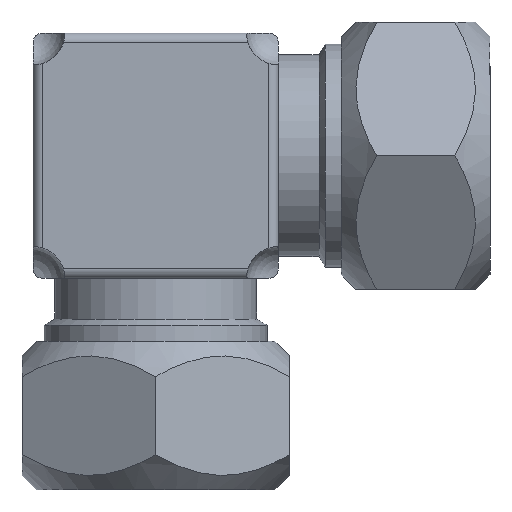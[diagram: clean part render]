
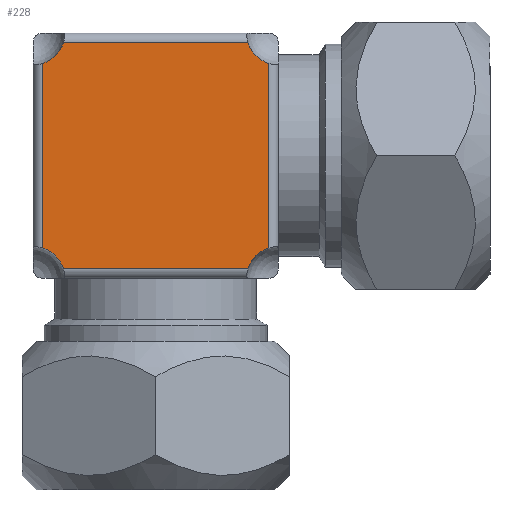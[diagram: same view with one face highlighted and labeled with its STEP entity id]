
A CAD part, left-side view. The second image highlights one B-rep face of the part: STEP entity #228.
In plain terms, the highlighted planar face has unit normal (-1, 0, 0).
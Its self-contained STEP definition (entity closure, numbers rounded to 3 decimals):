
#214 = VERTEX_POINT ( 'NONE', #1328 ) ;
#215 = VERTEX_POINT ( 'NONE', #1323 ) ;
#216 = ORIENTED_EDGE ( 'NONE', *, *, #217, .F. ) ;
#217 = EDGE_CURVE ( 'NONE', #218, #215, #1322, .T. ) ;
#218 = VERTEX_POINT ( 'NONE', #1389 ) ;
#219 = EDGE_LOOP ( 'NONE', ( #225, #222, #216, #224, #237, #243, #235, #233 ) ) ;
#221 = VERTEX_POINT ( 'NONE', #1388 ) ;
#222 = ORIENTED_EDGE ( 'NONE', *, *, #223, .T. ) ;
#223 = EDGE_CURVE ( 'NONE', #214, #215, #1387, .T. ) ;
#224 = ORIENTED_EDGE ( 'NONE', *, *, #238, .T. ) ;
#225 = ORIENTED_EDGE ( 'NONE', *, *, #226, .F. ) ;
#226 = EDGE_CURVE ( 'NONE', #214, #221, #1383, .T. ) ;
#228 = ADVANCED_FACE ( 'NONE', ( #1378 ), #1376, .F. ) ;
#231 = VERTEX_POINT ( 'NONE', #849 ) ;
#232 = EDGE_CURVE ( 'NONE', #231, #221, #1100, .T. ) ;
#233 = ORIENTED_EDGE ( 'NONE', *, *, #232, .T. ) ;
#234 = VERTEX_POINT ( 'NONE', #1417 ) ;
#235 = ORIENTED_EDGE ( 'NONE', *, *, #236, .F. ) ;
#236 = EDGE_CURVE ( 'NONE', #231, #234, #1416, .T. ) ;
#237 = ORIENTED_EDGE ( 'NONE', *, *, #240, .F. ) ;
#238 = EDGE_CURVE ( 'NONE', #218, #239, #1411, .T. ) ;
#239 = VERTEX_POINT ( 'NONE', #1407 ) ;
#240 = EDGE_CURVE ( 'NONE', #242, #239, #1406, .T. ) ;
#241 = EDGE_CURVE ( 'NONE', #242, #234, #1401, .T. ) ;
#242 = VERTEX_POINT ( 'NONE', #1397 ) ;
#243 = ORIENTED_EDGE ( 'NONE', *, *, #241, .T. ) ;
#849 = CARTESIAN_POINT ( 'NONE',  ( -16., 12.407, -15.233 ) ) ;
#850 = DIRECTION ( 'NONE',  ( 0., 0., -1. ) ) ;
#1096 = DIRECTION ( 'NONE',  ( 0., -1., 0. ) ) ;
#1097 = VECTOR ( 'NONE', #1096, 1000. ) ;
#1098 = CARTESIAN_POINT ( 'NONE',  ( -16., -16.5, -15.233 ) ) ;
#1100 = LINE ( 'NONE', #1098, #1097 ) ;
#1318 = DIRECTION ( 'NONE',  ( 0., 0., -1. ) ) ;
#1319 = DIRECTION ( 'NONE',  ( -1., 0., 0. ) ) ;
#1320 = CARTESIAN_POINT ( 'NONE',  ( -16., -16.5, 16.5 ) ) ;
#1321 = AXIS2_PLACEMENT_3D ( 'NONE', #1320, #1319, #1318 ) ;
#1322 = CIRCLE ( 'NONE', #1321, 4.285 ) ;
#1323 = CARTESIAN_POINT ( 'NONE',  ( -16., -15.233, 12.407 ) ) ;
#1328 = CARTESIAN_POINT ( 'NONE',  ( -16., -15.233, -12.407 ) ) ;
#1370 = DIRECTION ( 'NONE',  ( 1., 0., 0. ) ) ;
#1371 = CARTESIAN_POINT ( 'NONE',  ( -16., 0., 0. ) ) ;
#1372 = AXIS2_PLACEMENT_3D ( 'NONE', #1371, #1370, #850 ) ;
#1376 = PLANE ( 'NONE',  #1372 ) ;
#1378 = FACE_OUTER_BOUND ( 'NONE', #219, .T. ) ;
#1379 = DIRECTION ( 'NONE',  ( 0., 0., -1. ) ) ;
#1380 = DIRECTION ( 'NONE',  ( -1., 0., 0. ) ) ;
#1381 = CARTESIAN_POINT ( 'NONE',  ( -16., -16.5, -16.5 ) ) ;
#1382 = AXIS2_PLACEMENT_3D ( 'NONE', #1381, #1380, #1379 ) ;
#1383 = CIRCLE ( 'NONE', #1382, 4.285 ) ;
#1384 = DIRECTION ( 'NONE',  ( 0., 0., 1. ) ) ;
#1385 = VECTOR ( 'NONE', #1384, 1000. ) ;
#1386 = CARTESIAN_POINT ( 'NONE',  ( -16., -15.233, 16.5 ) ) ;
#1387 = LINE ( 'NONE', #1386, #1385 ) ;
#1388 = CARTESIAN_POINT ( 'NONE',  ( -16., -12.407, -15.233 ) ) ;
#1389 = CARTESIAN_POINT ( 'NONE',  ( -16., -12.407, 15.233 ) ) ;
#1397 = CARTESIAN_POINT ( 'NONE',  ( -16., 15.233, 12.407 ) ) ;
#1398 = DIRECTION ( 'NONE',  ( 0., 0., -1. ) ) ;
#1399 = VECTOR ( 'NONE', #1398, 1000. ) ;
#1400 = CARTESIAN_POINT ( 'NONE',  ( -16., 15.233, -16.5 ) ) ;
#1401 = LINE ( 'NONE', #1400, #1399 ) ;
#1402 = DIRECTION ( 'NONE',  ( 0., 0., -1. ) ) ;
#1403 = DIRECTION ( 'NONE',  ( -1., 0., 0. ) ) ;
#1404 = CARTESIAN_POINT ( 'NONE',  ( -16., 16.5, 16.5 ) ) ;
#1405 = AXIS2_PLACEMENT_3D ( 'NONE', #1404, #1403, #1402 ) ;
#1406 = CIRCLE ( 'NONE', #1405, 4.285 ) ;
#1407 = CARTESIAN_POINT ( 'NONE',  ( -16., 12.407, 15.233 ) ) ;
#1408 = DIRECTION ( 'NONE',  ( 0., 1., 0. ) ) ;
#1409 = VECTOR ( 'NONE', #1408, 1000. ) ;
#1410 = CARTESIAN_POINT ( 'NONE',  ( -16., 16.5, 15.233 ) ) ;
#1411 = LINE ( 'NONE', #1410, #1409 ) ;
#1412 = DIRECTION ( 'NONE',  ( 0., 0., -1. ) ) ;
#1413 = DIRECTION ( 'NONE',  ( -1., 0., 0. ) ) ;
#1414 = CARTESIAN_POINT ( 'NONE',  ( -16., 16.5, -16.5 ) ) ;
#1415 = AXIS2_PLACEMENT_3D ( 'NONE', #1414, #1413, #1412 ) ;
#1416 = CIRCLE ( 'NONE', #1415, 4.285 ) ;
#1417 = CARTESIAN_POINT ( 'NONE',  ( -16., 15.233, -12.407 ) ) ;
